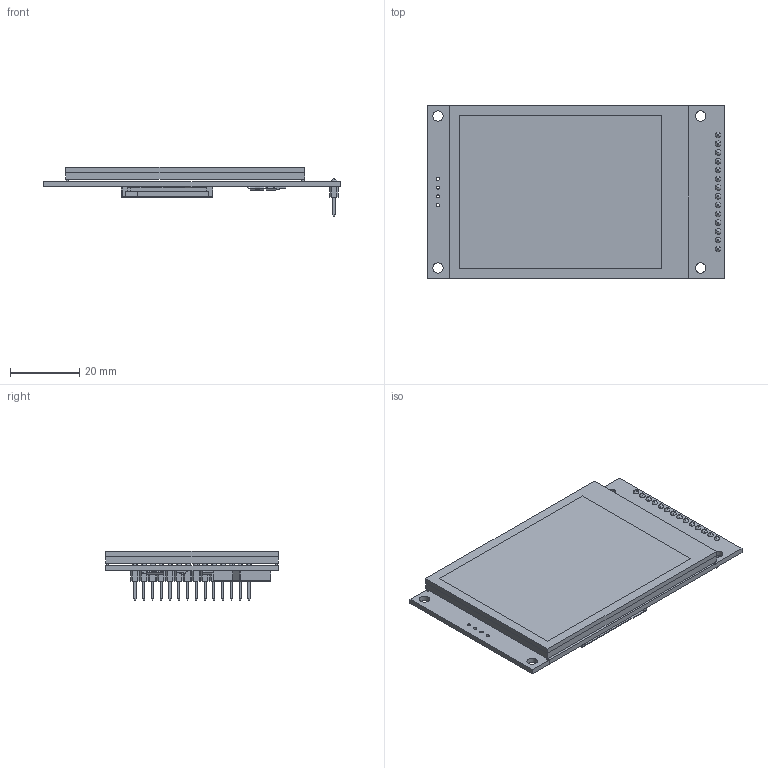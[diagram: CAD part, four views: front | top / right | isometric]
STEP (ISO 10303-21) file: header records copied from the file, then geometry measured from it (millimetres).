
FILE_DESCRIPTION(('FreeCAD Model'),'2;1');
FILE_NAME('Open CASCADE Shape Model','2023-01-28T13:32:18',(''),(''), 'Open CASCADE STEP processor 7.6','FreeCAD','Unknown');
FILE_SCHEMA(('AUTOMOTIVE_DESIGN { 1 0 10303 214 1 1 1 1 }'));
Length unit declared in the file: millimetre
Products named in the file (16): TFT_LCD_240x320_Assembly; Board_001; 1x14 Male Header_001; LCD_001; SD Card Socket_001; 0805 Capacitor_001; 0805 Resistor_001; Surface Mount Transistor_001; Surface Mount Transistor_002; 0805 Resistor_002; 0805 Resistor_003; 0805 Capacitor_002; 0805 Resistor_004; 0805 Resistor_005; 0805 Resistor_006; TSSOP16_001
Assembly tree (15 placements, depth 2):
  TFT_LCD_240x320_Assembly
    Board_001
    1x14 Male Header_001
    LCD_001
    SD Card Socket_001
    0805 Capacitor_001
    0805 Resistor_001
    Surface Mount Transistor_001
    Surface Mount Transistor_002
    0805 Resistor_002
    0805 Resistor_003
    0805 Capacitor_002
    0805 Resistor_004
    0805 Resistor_005
    0805 Resistor_006
    TSSOP16_001
Bounding box: 86 x 50 x 14.31 mm (x, y, z)
Volume: 19421.4 mm3; surface area: 27614.5 mm2
Topology: 62 solids, 76 shells, 937 faces, 2232 edges, 1437 vertices
Faces by surface type: plane 782, cylinder 131, sphere 15, cone 8, torus 1
Full cylindrical faces by diameter (mm): 0.333 x1, 0.7 x4, 0.8 x4, 0.9 x18, 3 x4
Entity records: 33297 total; most frequent: CARTESIAN_POINT 4607, ORIENTED_EDGE 4434, DIRECTION 4422, EDGE_CURVE 2217, LINE 1918, VECTOR 1918, VERTEX_POINT 1437, AXIS2_PLACEMENT_3D 1252
